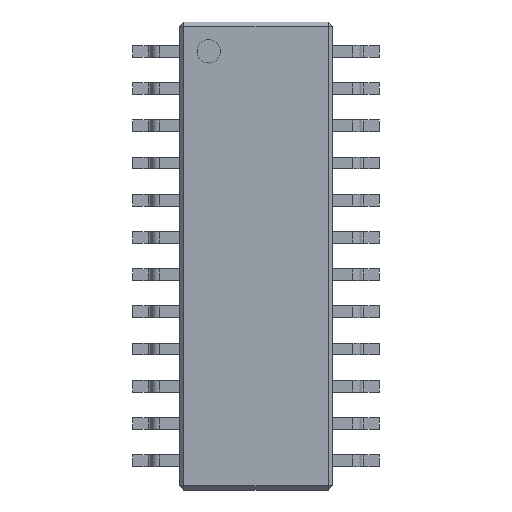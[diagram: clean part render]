
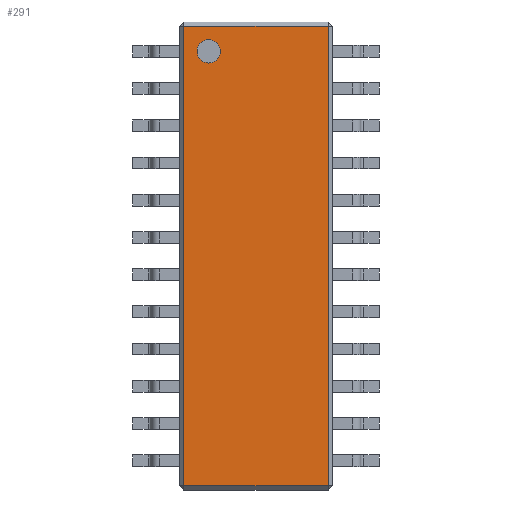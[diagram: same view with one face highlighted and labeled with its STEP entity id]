
A CAD part, top view. The second image highlights one B-rep face of the part: STEP entity #291.
In plain terms, the highlighted planar face has unit normal (0, 0, 1).
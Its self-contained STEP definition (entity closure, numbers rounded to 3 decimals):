
#13=DIRECTION('',(0.,0.,1.));
#14=DIRECTION('',(1.,0.,0.));
#87=VECTOR('',#88,1.);
#88=DIRECTION('',(0.,1.,0.));
#162=VERTEX_POINT('',#163);
#163=CARTESIAN_POINT('',(-2.46,-7.835,1.7));
#170=VERTEX_POINT('',#171);
#171=CARTESIAN_POINT('',(-2.46,7.835,1.7));
#176=ORIENTED_EDGE('',*,*,#177,.F.);
#177=EDGE_CURVE('',#162,#170,#178,.T.);
#178=LINE('',#179,#87);
#179=CARTESIAN_POINT('',(-2.46,-7.985,1.7));
#248=VECTOR('',#14,1.);
#291=ADVANCED_FACE('',(#292,#310),#319,.T.);
#292=FACE_BOUND('',#293,.T.);
#293=EDGE_LOOP('',(#176,#294,#300,#306));
#294=ORIENTED_EDGE('',*,*,#295,.T.);
#295=EDGE_CURVE('',#162,#296,#298,.T.);
#296=VERTEX_POINT('',#297);
#297=CARTESIAN_POINT('',(2.46,-7.835,1.7));
#298=LINE('',#299,#248);
#299=CARTESIAN_POINT('',(-2.61,-7.835,1.7));
#300=ORIENTED_EDGE('',*,*,#301,.T.);
#301=EDGE_CURVE('',#296,#302,#304,.T.);
#302=VERTEX_POINT('',#303);
#303=CARTESIAN_POINT('',(2.46,7.835,1.7));
#304=LINE('',#305,#87);
#305=CARTESIAN_POINT('',(2.46,-7.985,1.7));
#306=ORIENTED_EDGE('',*,*,#307,.F.);
#307=EDGE_CURVE('',#170,#302,#308,.T.);
#308=LINE('',#309,#248);
#309=CARTESIAN_POINT('',(-2.61,7.835,1.7));
#310=FACE_BOUND('',#311,.T.);
#311=EDGE_LOOP('',(#312));
#312=ORIENTED_EDGE('',*,*,#313,.F.);
#313=EDGE_CURVE('',#314,#314,#316,.T.);
#314=VERTEX_POINT('',#315);
#315=CARTESIAN_POINT('',(-1.21,6.985,1.7));
#316=CIRCLE('',#317,0.4);
#317=AXIS2_PLACEMENT_3D('',#318,#13,#14);
#318=CARTESIAN_POINT('',(-1.61,6.985,1.7));
#319=PLANE('',#320);
#320=AXIS2_PLACEMENT_3D('',#321,#13,#14);
#321=CARTESIAN_POINT('',(-2.61,-7.985,1.7));
